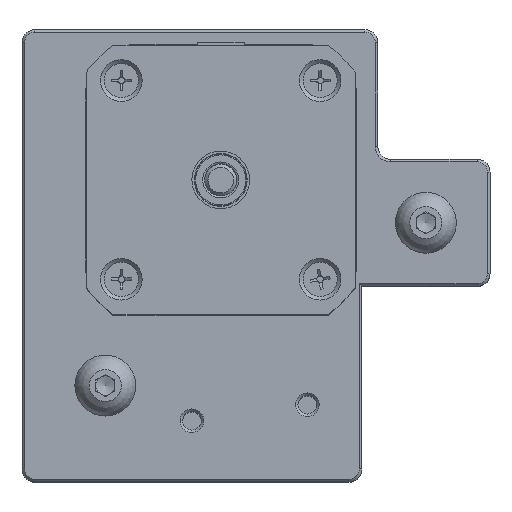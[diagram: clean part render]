
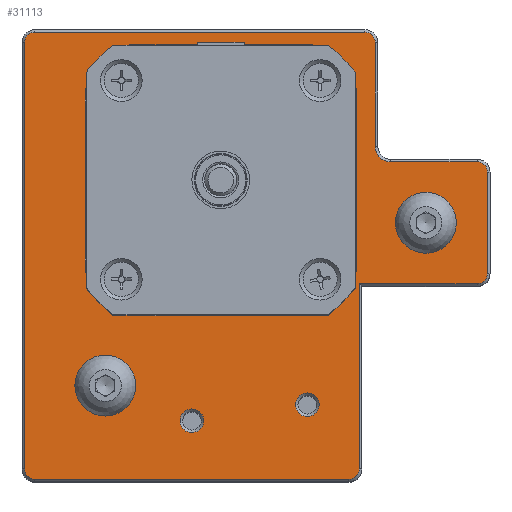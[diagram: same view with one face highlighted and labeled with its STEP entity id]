
A CAD part, top view. The second image highlights one B-rep face of the part: STEP entity #31113.
In plain terms, the highlighted planar face has unit normal (0, 0, 1).
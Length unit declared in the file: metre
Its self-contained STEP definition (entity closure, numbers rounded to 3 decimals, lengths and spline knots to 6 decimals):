
#279=LINE('',#47202,#2967);
#280=LINE('',#47206,#2968);
#281=LINE('',#47210,#2969);
#282=LINE('',#47214,#2970);
#283=LINE('',#47216,#2971);
#284=LINE('',#47220,#2972);
#285=LINE('',#47224,#2973);
#286=LINE('',#47228,#2974);
#2967=VECTOR('',#36849,1.);
#2968=VECTOR('',#36852,1.);
#2969=VECTOR('',#36855,1.);
#2970=VECTOR('',#36858,1.);
#2971=VECTOR('',#36859,1.);
#2972=VECTOR('',#36862,1.);
#2973=VECTOR('',#36865,1.);
#2974=VECTOR('',#36868,1.);
#5701=PLANE('',#32943);
#6533=ORIENTED_EDGE('',*,*,#16318,.F.);
#6534=ORIENTED_EDGE('',*,*,#16319,.F.);
#6535=ORIENTED_EDGE('',*,*,#16320,.F.);
#6536=ORIENTED_EDGE('',*,*,#16321,.F.);
#6537=ORIENTED_EDGE('',*,*,#16322,.F.);
#6538=ORIENTED_EDGE('',*,*,#16323,.F.);
#6539=ORIENTED_EDGE('',*,*,#16324,.F.);
#6540=ORIENTED_EDGE('',*,*,#16325,.F.);
#6541=ORIENTED_EDGE('',*,*,#16326,.F.);
#6542=ORIENTED_EDGE('',*,*,#16327,.F.);
#6543=ORIENTED_EDGE('',*,*,#16328,.F.);
#6544=ORIENTED_EDGE('',*,*,#16329,.F.);
#6545=ORIENTED_EDGE('',*,*,#16330,.F.);
#6546=ORIENTED_EDGE('',*,*,#16331,.F.);
#6547=ORIENTED_EDGE('',*,*,#16332,.F.);
#6548=ORIENTED_EDGE('',*,*,#16333,.F.);
#6549=ORIENTED_EDGE('',*,*,#16334,.F.);
#6550=ORIENTED_EDGE('',*,*,#16335,.F.);
#6551=ORIENTED_EDGE('',*,*,#16336,.F.);
#6552=ORIENTED_EDGE('',*,*,#16337,.F.);
#6553=ORIENTED_EDGE('',*,*,#16338,.F.);
#6554=ORIENTED_EDGE('',*,*,#16339,.F.);
#6555=ORIENTED_EDGE('',*,*,#16340,.F.);
#6556=ORIENTED_EDGE('',*,*,#16341,.F.);
#16318=EDGE_CURVE('',#21212,#21213,#24341,.T.);
#16319=EDGE_CURVE('',#21214,#21212,#279,.T.);
#16320=EDGE_CURVE('',#21215,#21214,#24342,.T.);
#16321=EDGE_CURVE('',#21216,#21215,#280,.T.);
#16322=EDGE_CURVE('',#21217,#21216,#24343,.T.);
#16323=EDGE_CURVE('',#21218,#21217,#281,.T.);
#16324=EDGE_CURVE('',#21219,#21218,#24344,.T.);
#16325=EDGE_CURVE('',#21220,#21219,#282,.T.);
#16326=EDGE_CURVE('',#21221,#21220,#283,.T.);
#16327=EDGE_CURVE('',#21222,#21221,#24345,.T.);
#16328=EDGE_CURVE('',#21223,#21222,#284,.T.);
#16329=EDGE_CURVE('',#21224,#21223,#24346,.T.);
#16330=EDGE_CURVE('',#21225,#21224,#285,.T.);
#16331=EDGE_CURVE('',#21226,#21225,#24347,.F.);
#16332=EDGE_CURVE('',#21213,#21226,#286,.T.);
#16333=EDGE_CURVE('',#21227,#21227,#24348,.F.);
#16334=EDGE_CURVE('',#21228,#21228,#24349,.F.);
#16335=EDGE_CURVE('',#21229,#21229,#24350,.F.);
#16336=EDGE_CURVE('',#21230,#21230,#24351,.F.);
#16337=EDGE_CURVE('',#21231,#21231,#24352,.F.);
#16338=EDGE_CURVE('',#21232,#21232,#24353,.F.);
#16339=EDGE_CURVE('',#21233,#21233,#24354,.F.);
#16340=EDGE_CURVE('',#21234,#21234,#24355,.F.);
#16341=EDGE_CURVE('',#21235,#21235,#24356,.F.);
#21212=VERTEX_POINT('',#47200);
#21213=VERTEX_POINT('',#47201);
#21214=VERTEX_POINT('',#47203);
#21215=VERTEX_POINT('',#47205);
#21216=VERTEX_POINT('',#47207);
#21217=VERTEX_POINT('',#47209);
#21218=VERTEX_POINT('',#47211);
#21219=VERTEX_POINT('',#47213);
#21220=VERTEX_POINT('',#47215);
#21221=VERTEX_POINT('',#47217);
#21222=VERTEX_POINT('',#47219);
#21223=VERTEX_POINT('',#47221);
#21224=VERTEX_POINT('',#47223);
#21225=VERTEX_POINT('',#47225);
#21226=VERTEX_POINT('',#47227);
#21227=VERTEX_POINT('',#47230);
#21228=VERTEX_POINT('',#47232);
#21229=VERTEX_POINT('',#47234);
#21230=VERTEX_POINT('',#47236);
#21231=VERTEX_POINT('',#47238);
#21232=VERTEX_POINT('',#47240);
#21233=VERTEX_POINT('',#47242);
#21234=VERTEX_POINT('',#47244);
#21235=VERTEX_POINT('',#47246);
#24341=CIRCLE('',#32944,0.0016);
#24342=CIRCLE('',#32945,0.0016);
#24343=CIRCLE('',#32946,0.0016);
#24344=CIRCLE('',#32947,0.0016);
#24345=CIRCLE('',#32948,0.0016);
#24346=CIRCLE('',#32949,0.0016);
#24347=CIRCLE('',#32950,0.0024);
#24348=CIRCLE('',#32951,0.00315);
#24349=CIRCLE('',#32952,0.00315);
#24350=CIRCLE('',#32953,0.00185);
#24351=CIRCLE('',#32954,0.00185);
#24352=CIRCLE('',#32955,0.0119);
#24353=CIRCLE('',#32956,0.0021);
#24354=CIRCLE('',#32957,0.0021);
#24355=CIRCLE('',#32958,0.0021);
#24356=CIRCLE('',#32959,0.0021);
#26504=EDGE_LOOP('',(#6533,#6534,#6535,#6536,#6537,#6538,#6539,#6540,#6541,
#6542,#6543,#6544,#6545,#6546,#6547));
#26505=EDGE_LOOP('',(#6548));
#26506=EDGE_LOOP('',(#6549));
#26507=EDGE_LOOP('',(#6550));
#26508=EDGE_LOOP('',(#6551));
#26509=EDGE_LOOP('',(#6552));
#26510=EDGE_LOOP('',(#6553));
#26511=EDGE_LOOP('',(#6554));
#26512=EDGE_LOOP('',(#6555));
#26513=EDGE_LOOP('',(#6556));
#28472=FACE_BOUND('',#26504,.T.);
#28473=FACE_BOUND('',#26505,.T.);
#28474=FACE_BOUND('',#26506,.T.);
#28475=FACE_BOUND('',#26507,.T.);
#28476=FACE_BOUND('',#26508,.T.);
#28477=FACE_BOUND('',#26509,.T.);
#28478=FACE_BOUND('',#26510,.T.);
#28479=FACE_BOUND('',#26511,.T.);
#28480=FACE_BOUND('',#26512,.T.);
#28481=FACE_BOUND('',#26513,.T.);
#31113=ADVANCED_FACE('',(#28472,#28473,#28474,#28475,#28476,#28477,#28478,
#28479,#28480,#28481),#5701,.T.);
#32943=AXIS2_PLACEMENT_3D('',#47198,#36845,#36846);
#32944=AXIS2_PLACEMENT_3D('',#47199,#36847,#36848);
#32945=AXIS2_PLACEMENT_3D('',#47204,#36850,#36851);
#32946=AXIS2_PLACEMENT_3D('',#47208,#36853,#36854);
#32947=AXIS2_PLACEMENT_3D('',#47212,#36856,#36857);
#32948=AXIS2_PLACEMENT_3D('',#47218,#36860,#36861);
#32949=AXIS2_PLACEMENT_3D('',#47222,#36863,#36864);
#32950=AXIS2_PLACEMENT_3D('',#47226,#36866,#36867);
#32951=AXIS2_PLACEMENT_3D('',#47229,#36869,#36870);
#32952=AXIS2_PLACEMENT_3D('',#47231,#36871,#36872);
#32953=AXIS2_PLACEMENT_3D('',#47233,#36873,#36874);
#32954=AXIS2_PLACEMENT_3D('',#47235,#36875,#36876);
#32955=AXIS2_PLACEMENT_3D('',#47237,#36877,#36878);
#32956=AXIS2_PLACEMENT_3D('',#47239,#36879,#36880);
#32957=AXIS2_PLACEMENT_3D('',#47241,#36881,#36882);
#32958=AXIS2_PLACEMENT_3D('',#47243,#36883,#36884);
#32959=AXIS2_PLACEMENT_3D('',#47245,#36885,#36886);
#36845=DIRECTION('',(0.,0.,1.));
#36846=DIRECTION('',(-1.,0.,0.));
#36847=DIRECTION('',(0.,0.,-1.));
#36848=DIRECTION('',(-1.,0.,0.));
#36849=DIRECTION('',(1.,0.,0.));
#36850=DIRECTION('',(0.,0.,-1.));
#36851=DIRECTION('',(-1.,0.,0.));
#36852=DIRECTION('',(0.,1.,0.));
#36853=DIRECTION('',(0.,0.,-1.));
#36854=DIRECTION('',(-1.,0.,0.));
#36855=DIRECTION('',(-1.,0.,0.));
#36856=DIRECTION('',(0.,0.,-1.));
#36857=DIRECTION('',(-1.,0.,0.));
#36858=DIRECTION('',(0.,-1.,0.));
#36859=DIRECTION('',(-1.,0.,0.));
#36860=DIRECTION('',(0.,0.,-1.));
#36861=DIRECTION('',(-1.,0.,0.));
#36862=DIRECTION('',(0.,-1.,0.));
#36863=DIRECTION('',(0.,0.,-1.));
#36864=DIRECTION('',(-1.,0.,0.));
#36865=DIRECTION('',(1.,0.,0.));
#36866=DIRECTION('',(0.,0.,-1.));
#36867=DIRECTION('',(-1.,0.,0.));
#36868=DIRECTION('',(0.,-1.,0.));
#36869=DIRECTION('',(0.,0.,-1.));
#36870=DIRECTION('',(-1.,0.,0.));
#36871=DIRECTION('',(0.,0.,-1.));
#36872=DIRECTION('',(-1.,0.,0.));
#36873=DIRECTION('',(0.,0.,-1.));
#36874=DIRECTION('',(-1.,0.,0.));
#36875=DIRECTION('',(0.,0.,-1.));
#36876=DIRECTION('',(-1.,0.,0.));
#36877=DIRECTION('',(0.,0.,-1.));
#36878=DIRECTION('',(-1.,0.,0.));
#36879=DIRECTION('',(0.,0.,-1.));
#36880=DIRECTION('',(-1.,0.,0.));
#36881=DIRECTION('',(0.,0.,-1.));
#36882=DIRECTION('',(-1.,0.,0.));
#36883=DIRECTION('',(0.,0.,-1.));
#36884=DIRECTION('',(-1.,0.,0.));
#36885=DIRECTION('',(0.,0.,-1.));
#36886=DIRECTION('',(-1.,0.,0.));
#47198=CARTESIAN_POINT('',(-0.027625,0.05475,0.044));
#47199=CARTESIAN_POINT('',(0.0005,0.058,0.044));
#47200=CARTESIAN_POINT('',(0.0005,0.0596,0.044));
#47201=CARTESIAN_POINT('',(0.0021,0.058,0.044));
#47202=CARTESIAN_POINT('',(0.0005,0.0596,0.044));
#47203=CARTESIAN_POINT('',(-0.051,0.0596,0.044));
#47204=CARTESIAN_POINT('',(-0.051,0.058,0.044));
#47205=CARTESIAN_POINT('',(-0.0526,0.058,0.044));
#47206=CARTESIAN_POINT('',(-0.0526,0.05475,0.044));
#47207=CARTESIAN_POINT('',(-0.0526,-0.0085,0.044));
#47208=CARTESIAN_POINT('',(-0.051,-0.0085,0.044));
#47209=CARTESIAN_POINT('',(-0.051,-0.0101,0.044));
#47210=CARTESIAN_POINT('',(-0.051,-0.0101,0.044));
#47211=CARTESIAN_POINT('',(-0.002,-0.0101,0.044));
#47212=CARTESIAN_POINT('',(-0.002,-0.0085,0.044));
#47213=CARTESIAN_POINT('',(-0.0004,-0.0085,0.044));
#47214=CARTESIAN_POINT('',(-0.0004,-0.0085,0.044));
#47215=CARTESIAN_POINT('',(-0.0004,0.0204,0.044));
#47216=CARTESIAN_POINT('',(0.,0.0204,0.044));
#47217=CARTESIAN_POINT('',(0.018,0.0204,0.044));
#47218=CARTESIAN_POINT('',(0.018,0.022,0.044));
#47219=CARTESIAN_POINT('',(0.0196,0.022,0.044));
#47220=CARTESIAN_POINT('',(0.0196,0.022,0.044));
#47221=CARTESIAN_POINT('',(0.0196,0.0378,0.044));
#47222=CARTESIAN_POINT('',(0.018,0.0378,0.044));
#47223=CARTESIAN_POINT('',(0.018,0.0394,0.044));
#47224=CARTESIAN_POINT('',(0.018,0.0394,0.044));
#47225=CARTESIAN_POINT('',(0.0045,0.0394,0.044));
#47226=CARTESIAN_POINT('',(0.0045,0.0418,0.044));
#47227=CARTESIAN_POINT('',(0.0021,0.0418,0.044));
#47228=CARTESIAN_POINT('',(0.0021,0.0418,0.044));
#47229=CARTESIAN_POINT('',(0.01,0.0299,0.044));
#47230=CARTESIAN_POINT('',(0.00685,0.0299,0.044));
#47231=CARTESIAN_POINT('',(-0.04,0.0045,0.044));
#47232=CARTESIAN_POINT('',(-0.04315,0.0045,0.044));
#47233=CARTESIAN_POINT('',(-0.0265,-0.001,0.044));
#47234=CARTESIAN_POINT('',(-0.02835,-0.001,0.044));
#47235=CARTESIAN_POINT('',(-0.0085,0.0015,0.044));
#47236=CARTESIAN_POINT('',(-0.01035,0.0015,0.044));
#47237=CARTESIAN_POINT('',(-0.022,0.0365,0.044));
#47238=CARTESIAN_POINT('',(-0.0339,0.0365,0.044));
#47239=CARTESIAN_POINT('',(-0.0375,0.052,0.044));
#47240=CARTESIAN_POINT('',(-0.0396,0.052,0.044));
#47241=CARTESIAN_POINT('',(-0.0375,0.021,0.044));
#47242=CARTESIAN_POINT('',(-0.0396,0.021,0.044));
#47243=CARTESIAN_POINT('',(-0.0065,0.021,0.044));
#47244=CARTESIAN_POINT('',(-0.0086,0.021,0.044));
#47245=CARTESIAN_POINT('',(-0.0065,0.052,0.044));
#47246=CARTESIAN_POINT('',(-0.0086,0.052,0.044));
